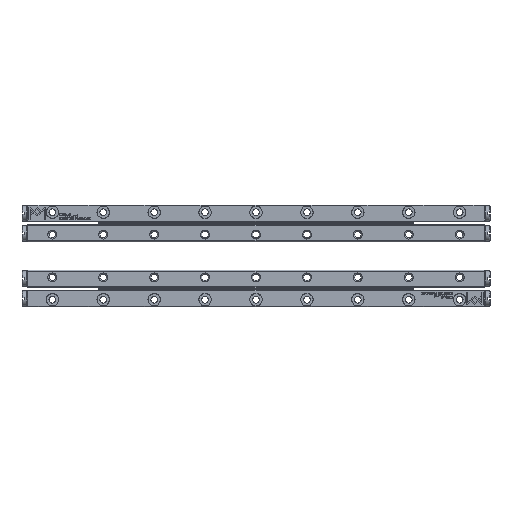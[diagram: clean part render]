
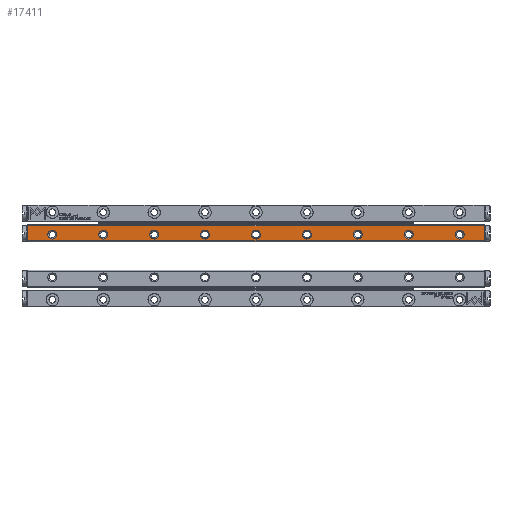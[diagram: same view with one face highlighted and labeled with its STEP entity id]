
A CAD part, top view. The second image highlights one B-rep face of the part: STEP entity #17411.
In plain terms, the highlighted planar face has unit normal (0, 0, 1).
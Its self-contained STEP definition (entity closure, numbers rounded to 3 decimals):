
#11964=FACE_BOUND('',#27023,.T.);
#11965=FACE_BOUND('',#27024,.T.);
#11966=FACE_BOUND('',#27025,.T.);
#11967=FACE_BOUND('',#27026,.T.);
#11968=FACE_BOUND('',#27027,.T.);
#11969=FACE_BOUND('',#27028,.T.);
#11970=FACE_BOUND('',#27029,.T.);
#11971=FACE_BOUND('',#27030,.T.);
#11972=FACE_BOUND('',#27031,.T.);
#11973=FACE_BOUND('',#27032,.T.);
#14571=CIRCLE('',#78977,2.175);
#14572=CIRCLE('',#78978,2.175);
#14573=CIRCLE('',#78979,2.175);
#14574=CIRCLE('',#78980,2.175);
#14575=CIRCLE('',#78981,2.175);
#14576=CIRCLE('',#78982,2.175);
#14577=CIRCLE('',#78983,2.175);
#14578=CIRCLE('',#78984,2.175);
#14579=CIRCLE('',#78985,2.175);
#17411=ADVANCED_FACE('',(#11964,#11965,#11966,#11967,#11968,#11969,#11970,
#11971,#11972,#11973),#19938,.T.);
#19938=PLANE('',#78986);
#27023=EDGE_LOOP('',(#41554));
#27024=EDGE_LOOP('',(#41555));
#27025=EDGE_LOOP('',(#41556));
#27026=EDGE_LOOP('',(#41557));
#27027=EDGE_LOOP('',(#41558));
#27028=EDGE_LOOP('',(#41559));
#27029=EDGE_LOOP('',(#41560));
#27030=EDGE_LOOP('',(#41561));
#27031=EDGE_LOOP('',(#41562));
#27032=EDGE_LOOP('',(#41563,#41564,#41565,#41566));
#41554=ORIENTED_EDGE('',*,*,#59597,.T.);
#41555=ORIENTED_EDGE('',*,*,#59598,.T.);
#41556=ORIENTED_EDGE('',*,*,#59599,.T.);
#41557=ORIENTED_EDGE('',*,*,#59600,.T.);
#41558=ORIENTED_EDGE('',*,*,#59601,.T.);
#41559=ORIENTED_EDGE('',*,*,#59602,.T.);
#41560=ORIENTED_EDGE('',*,*,#59603,.T.);
#41561=ORIENTED_EDGE('',*,*,#59604,.T.);
#41562=ORIENTED_EDGE('',*,*,#59605,.T.);
#41563=ORIENTED_EDGE('',*,*,#59606,.T.);
#41564=ORIENTED_EDGE('',*,*,#59607,.T.);
#41565=ORIENTED_EDGE('',*,*,#59608,.T.);
#41566=ORIENTED_EDGE('',*,*,#59609,.T.);
#51265=VERTEX_POINT('',#113008);
#51266=VERTEX_POINT('',#113010);
#51267=VERTEX_POINT('',#113012);
#51268=VERTEX_POINT('',#113014);
#51269=VERTEX_POINT('',#113016);
#51270=VERTEX_POINT('',#113018);
#51271=VERTEX_POINT('',#113020);
#51272=VERTEX_POINT('',#113022);
#51273=VERTEX_POINT('',#113024);
#51274=VERTEX_POINT('',#113026);
#51275=VERTEX_POINT('',#113027);
#51276=VERTEX_POINT('',#113029);
#51277=VERTEX_POINT('',#113031);
#59597=EDGE_CURVE('',#51265,#51265,#14571,.T.);
#59598=EDGE_CURVE('',#51266,#51266,#14572,.T.);
#59599=EDGE_CURVE('',#51267,#51267,#14573,.T.);
#59600=EDGE_CURVE('',#51268,#51268,#14574,.T.);
#59601=EDGE_CURVE('',#51269,#51269,#14575,.T.);
#59602=EDGE_CURVE('',#51270,#51270,#14576,.T.);
#59603=EDGE_CURVE('',#51271,#51271,#14577,.T.);
#59604=EDGE_CURVE('',#51272,#51272,#14578,.T.);
#59605=EDGE_CURVE('',#51273,#51273,#14579,.T.);
#59606=EDGE_CURVE('',#51274,#51275,#66352,.T.);
#59607=EDGE_CURVE('',#51275,#51276,#66353,.T.);
#59608=EDGE_CURVE('',#51276,#51277,#66354,.T.);
#59609=EDGE_CURVE('',#51277,#51274,#66355,.T.);
#66352=LINE('',#113025,#72456);
#66353=LINE('',#113028,#72457);
#66354=LINE('',#113030,#72458);
#66355=LINE('',#113032,#72459);
#72456=VECTOR('',#93715,1.);
#72457=VECTOR('',#93716,1.);
#72458=VECTOR('',#93717,1.);
#72459=VECTOR('',#93718,1.);
#78977=AXIS2_PLACEMENT_3D('',#113007,#93697,#93698);
#78978=AXIS2_PLACEMENT_3D('',#113009,#93699,#93700);
#78979=AXIS2_PLACEMENT_3D('',#113011,#93701,#93702);
#78980=AXIS2_PLACEMENT_3D('',#113013,#93703,#93704);
#78981=AXIS2_PLACEMENT_3D('',#113015,#93705,#93706);
#78982=AXIS2_PLACEMENT_3D('',#113017,#93707,#93708);
#78983=AXIS2_PLACEMENT_3D('',#113019,#93709,#93710);
#78984=AXIS2_PLACEMENT_3D('',#113021,#93711,#93712);
#78985=AXIS2_PLACEMENT_3D('',#113023,#93713,#93714);
#78986=AXIS2_PLACEMENT_3D('',#113033,#93719,#93720);
#93697=DIRECTION('',(0.,0.,-1.));
#93698=DIRECTION('',(-1.,0.,0.));
#93699=DIRECTION('',(0.,0.,-1.));
#93700=DIRECTION('',(-1.,0.,0.));
#93701=DIRECTION('',(0.,0.,-1.));
#93702=DIRECTION('',(-1.,0.,0.));
#93703=DIRECTION('',(0.,0.,-1.));
#93704=DIRECTION('',(-1.,0.,0.));
#93705=DIRECTION('',(0.,0.,-1.));
#93706=DIRECTION('',(-1.,0.,0.));
#93707=DIRECTION('',(0.,0.,-1.));
#93708=DIRECTION('',(-1.,0.,0.));
#93709=DIRECTION('',(0.,0.,-1.));
#93710=DIRECTION('',(-1.,0.,0.));
#93711=DIRECTION('',(0.,0.,-1.));
#93712=DIRECTION('',(-1.,0.,0.));
#93713=DIRECTION('',(0.,0.,-1.));
#93714=DIRECTION('',(-1.,0.,0.));
#93715=DIRECTION('',(1.,0.,0.));
#93716=DIRECTION('',(0.,1.,0.));
#93717=DIRECTION('',(-1.,0.,0.));
#93718=DIRECTION('',(0.,-1.,0.));
#93719=DIRECTION('',(0.,0.,1.));
#93720=DIRECTION('',(-1.,0.,0.));
#113007=CARTESIAN_POINT('',(12.5,35.5,8.));
#113008=CARTESIAN_POINT('',(10.325,35.5,8.));
#113009=CARTESIAN_POINT('',(37.5,35.5,8.));
#113010=CARTESIAN_POINT('',(35.325,35.5,8.));
#113011=CARTESIAN_POINT('',(62.5,35.5,8.));
#113012=CARTESIAN_POINT('',(60.325,35.5,8.));
#113013=CARTESIAN_POINT('',(87.5,35.5,8.));
#113014=CARTESIAN_POINT('',(85.325,35.5,8.));
#113015=CARTESIAN_POINT('',(112.5,35.5,8.));
#113016=CARTESIAN_POINT('',(110.325,35.5,8.));
#113017=CARTESIAN_POINT('',(137.5,35.5,8.));
#113018=CARTESIAN_POINT('',(135.325,35.5,8.));
#113019=CARTESIAN_POINT('',(162.5,35.5,8.));
#113020=CARTESIAN_POINT('',(160.325,35.5,8.));
#113021=CARTESIAN_POINT('',(187.5,35.5,8.));
#113022=CARTESIAN_POINT('',(185.325,35.5,8.));
#113023=CARTESIAN_POINT('',(212.5,35.5,8.));
#113024=CARTESIAN_POINT('',(210.325,35.5,8.));
#113025=CARTESIAN_POINT('',(112.5,32.425,8.));
#113026=CARTESIAN_POINT('',(0.425,32.425,8.));
#113027=CARTESIAN_POINT('',(224.575,32.425,8.));
#113028=CARTESIAN_POINT('',(224.575,36.125,8.));
#113029=CARTESIAN_POINT('',(224.575,39.825,8.));
#113030=CARTESIAN_POINT('',(112.5,39.825,8.));
#113031=CARTESIAN_POINT('',(0.425,39.825,8.));
#113032=CARTESIAN_POINT('',(0.425,36.125,8.));
#113033=CARTESIAN_POINT('',(112.5,36.125,8.));
